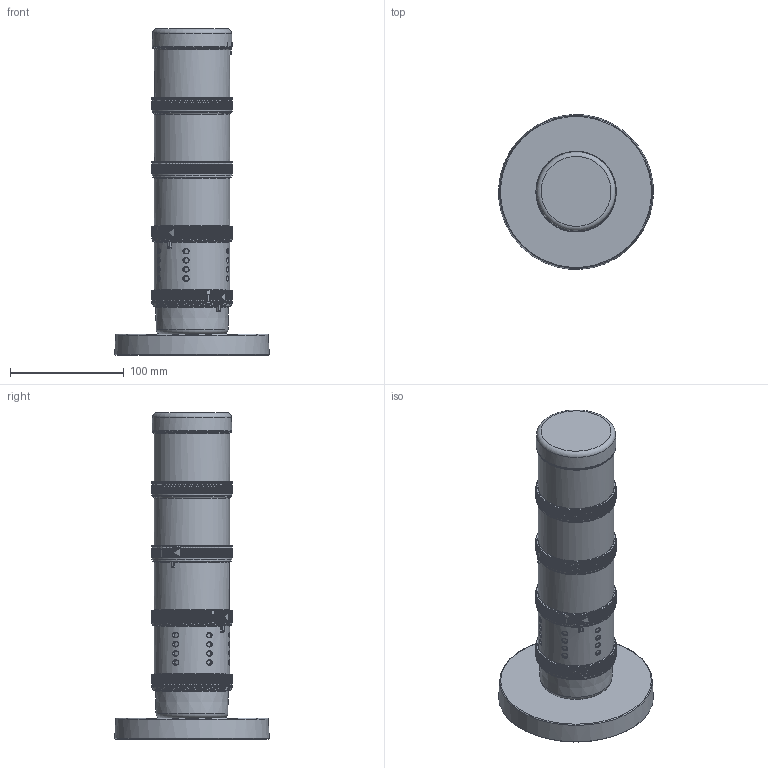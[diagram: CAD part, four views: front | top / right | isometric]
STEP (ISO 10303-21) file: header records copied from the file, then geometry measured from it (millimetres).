
FILE_DESCRIPTION(/* description */ ('Customer-3D'),/* implementation_level */ '2;1');
FILE_NAME(/* name */ '100000007983_prt_000.step',/* time_stamp */ '2022-03-30T07:14:08+02:00',/* author */ ('JENNERT'),/* organization */ ('WERMA Signaltechnik GmbH+Co.KG'),/* preprocessor_version */ 'ST-DEVELOPER v17',/* originating_system */ 'Autodesk Inventor 2018',/* authorisation */ 'public');
FILE_SCHEMA (('AUTOMOTIVE_DESIGN { 1 0 10303 214 3 1 1 }'));
Products named in the file (1): 100000007983_prt_000_1
Bounding box: 135.8 x 135.8 x 286.75 mm (x, y, z)
Volume: 1207351.3 mm3; surface area: 102156.1 mm2
Topology: 4 solids, 17 shells, 3340 faces, 9168 edges, 5908 vertices
Faces by surface type: plane 1357, cylinder 1252, cone 638, bspline 58, torus 33, sphere 2
Full cylindrical faces by diameter (mm): 66.198 x1, 66.2 x3, 68.598 x1, 68.6 x4, 68.998 x1, 69 x3, 70.397 x1, 70.4 x3
Entity records: 128130 total; most frequent: CARTESIAN_POINT 44980, ORIENTED_EDGE 18336, DIRECTION 15164, EDGE_CURVE 9168, VERTEX_POINT 5908, AXIS2_PLACEMENT_3D 5649, LINE 3866, VECTOR 3866
